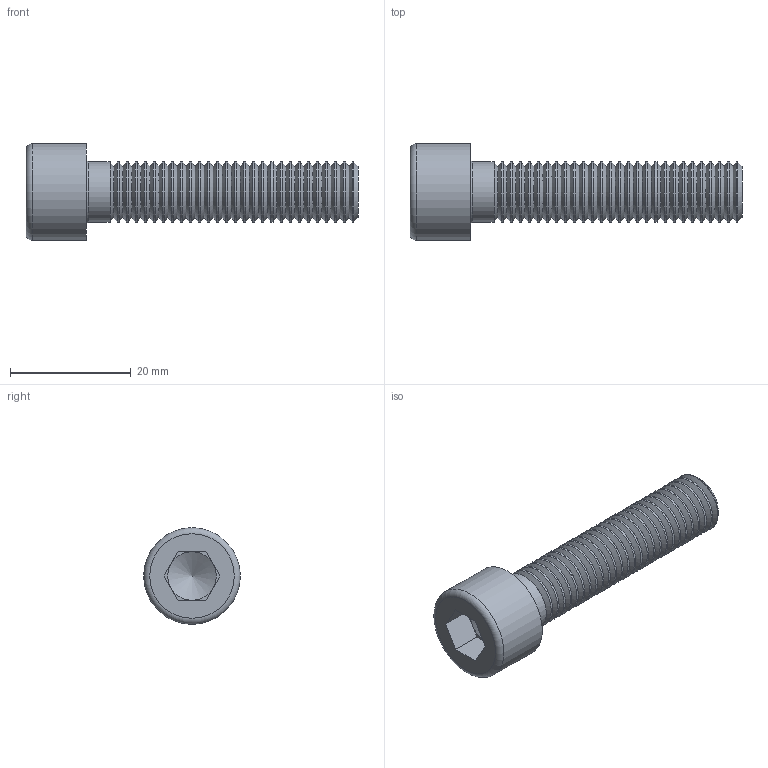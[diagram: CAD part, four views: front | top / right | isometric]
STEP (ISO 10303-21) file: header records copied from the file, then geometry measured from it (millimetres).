
FILE_DESCRIPTION (( 'STEP AP203' ), '1' );
FILE_NAME ('Âèíò ñ âíóòðåííèì øåñòèãðàííèêîì DIN912 Ì10õ45 (ïîëíàÿ ðåçüáà).STEP', '2024-03-20T06:52:53', ( '' ), ( '' ), 'SwSTEP 2.0', 'SolidWorks 2021', '' );
FILE_SCHEMA (( 'CONFIG_CONTROL_DESIGN' ));
Length unit declared in the file: millimetre
Products named in the file (1): Âèíò ñ âíóòðåííèì øåñòèãðàííèêîì DIN912 Ì10õ45 (ïîëíàÿ ðåçüáà)
Bounding box: 55 x 16 x 16 mm (x, y, z)
Volume: 4822.7 mm3; surface area: 3011.1 mm2
Topology: 1 solids, 1 shells, 102 faces, 208 edges, 109 vertices
Faces by surface type: cone 56, cylinder 29, plane 15, torus 2
Full cylindrical faces by diameter (mm): 10 x28, 16 x1
Entity records: 2209 total; most frequent: DIRECTION 418, CARTESIAN_POINT 327, ORIENTED_EDGE 236, AXIS2_PLACEMENT_3D 197, EDGE_LOOP 190, FACE_OUTER_BOUND 133, EDGE_CURVE 118, VERTEX_POINT 106
